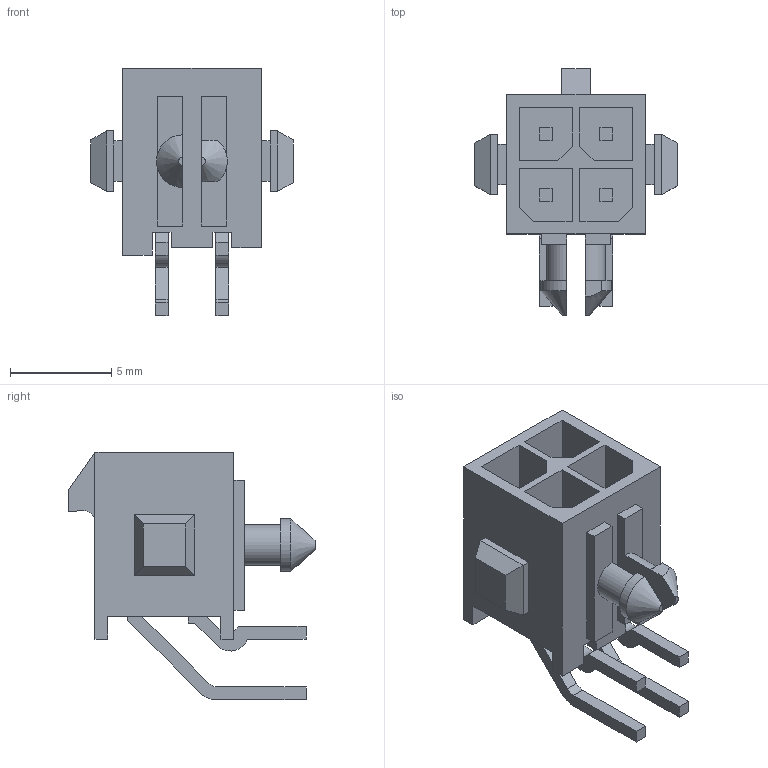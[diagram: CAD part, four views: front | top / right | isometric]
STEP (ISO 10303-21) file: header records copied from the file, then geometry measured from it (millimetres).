
FILE_DESCRIPTION((''),'2;1');
FILE_NAME('C-794618-4','2011-03-07T',('workeradm'),('Tyco Electronics Ltd.'),'PRO/ENGINEER BY PARAMETRIC TECHNOLOGY CORPORATION, 2009300','PRO/ENGINEER BY PARAMETRIC TECHNOLOGY CORPORATION, 2009300','');
FILE_SCHEMA(('AUTOMOTIVE_DESIGN { 1 0 10303 214 1 1 1 1 }'));
Length unit declared in the file: millimetre
Products named in the file (1): C-794618-4
Bounding box: 10 x 12.18 x 12.24 mm (x, y, z)
Volume: 282.2 mm3; surface area: 825.3 mm2
Topology: 1 solids, 1 shells, 168 faces, 434 edges, 286 vertices
Faces by surface type: plane 153, cylinder 13, cone 2
Entity records: 5316 total; most frequent: CARTESIAN_POINT 904, ORIENTED_EDGE 868, DIRECTION 796, EDGE_CURVE 434, VECTOR 404, LINE 404, VERTEX_POINT 286, AXIS2_PLACEMENT_3D 196
